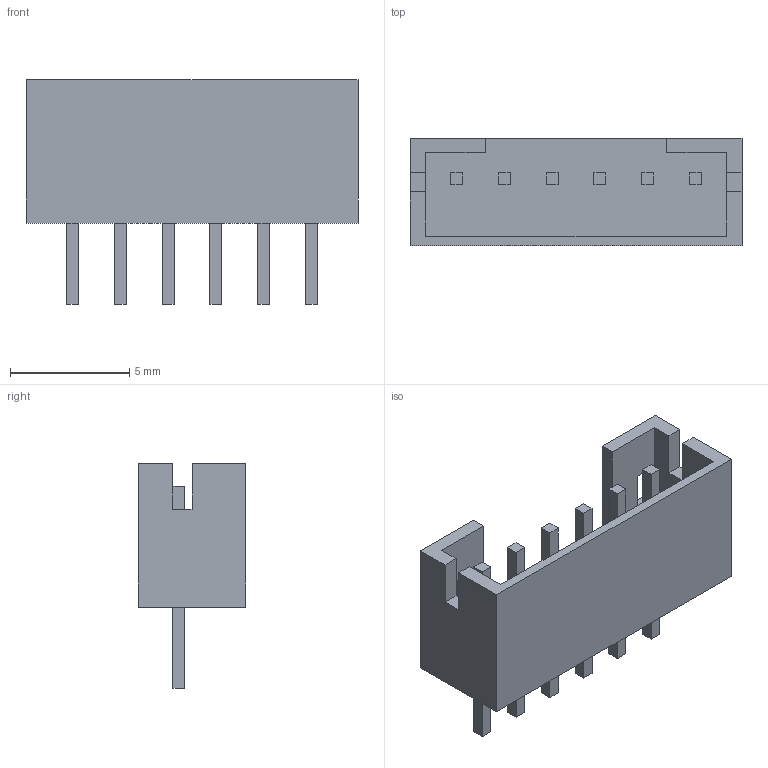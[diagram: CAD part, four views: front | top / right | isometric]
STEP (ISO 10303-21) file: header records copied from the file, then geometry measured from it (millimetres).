
FILE_DESCRIPTION(('FreeCAD Model'),'2;1');
FILE_NAME('B6B-PH-K-S.step','2017-03-27T20:56:45' ,('Author'),(''),'Open CASCADE STEP processor 6.8','FreeCAD','Unknown' );
FILE_SCHEMA(('AUTOMOTIVE_DESIGN_CC2 { 1 2 10303 214 -1 1 5 4 }'));
Length unit declared in the file: inch
Products named in the file (2): ASSEMBLY; B6B-PH-K-S
Assembly tree (1 placements, depth 2):
  ASSEMBLY
    B6B-PH-K-S
Bounding box: 13.9 x 4.5 x 9.4 mm (x, y, z)
Volume: 174.4 mm3; surface area: 502 mm2
Topology: 1 solids, 1 shells, 88 faces, 228 edges, 152 vertices
Faces by surface type: plane 88
Entity records: 6256 total; most frequent: CARTESIAN_POINT 926, DIRECTION 864, LINE 684, VECTOR 684, ORIENTED_EDGE 456, PCURVE 456, DEFINITIONAL_REPRESENTATION 456, EDGE_CURVE 228
